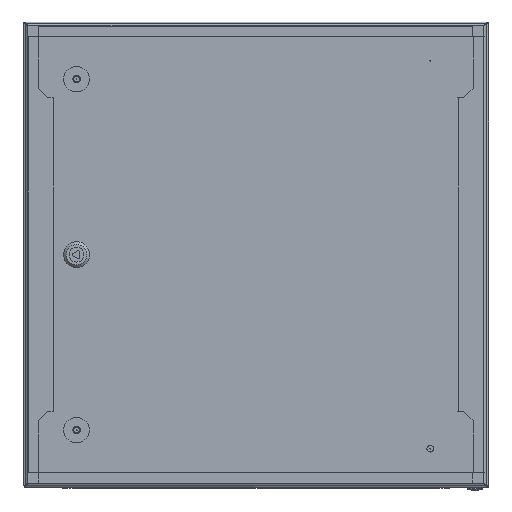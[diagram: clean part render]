
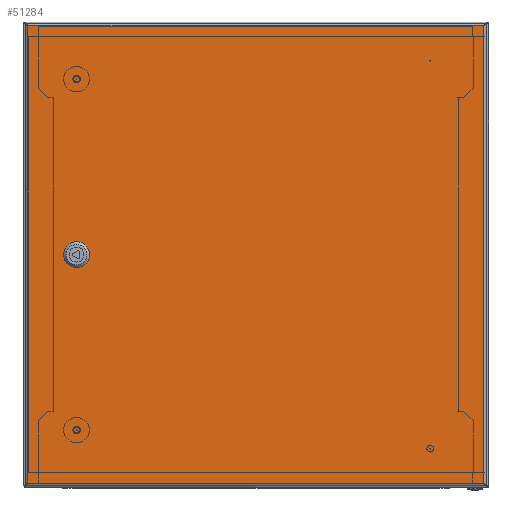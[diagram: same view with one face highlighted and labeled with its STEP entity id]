
A CAD part, top view. The second image highlights one B-rep face of the part: STEP entity #51284.
In plain terms, the highlighted face is planar.
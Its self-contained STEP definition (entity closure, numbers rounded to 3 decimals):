
#621 = ORIENTED_EDGE ( 'NONE', *, *, #19432, .T. ) ;
#1370 = CARTESIAN_POINT ( 'NONE',  ( 182.25, 4.637, -1. ) ) ;
#2824 = EDGE_CURVE ( 'NONE', #48418, #34493, #56596, .T. ) ;
#3570 = AXIS2_PLACEMENT_3D ( 'NONE', #45379, #4749, #3856 ) ;
#3856 = DIRECTION ( 'NONE',  ( 1., 0., 0. ) ) ;
#4749 = DIRECTION ( 'NONE',  ( 0., 0., 1. ) ) ;
#5305 = CARTESIAN_POINT ( 'NONE',  ( 193., 188.5, -1. ) ) ;
#6182 = VERTEX_POINT ( 'NONE', #5305 ) ;
#6430 = DIRECTION ( 'NONE',  ( -1., 0., 0. ) ) ;
#6776 = CARTESIAN_POINT ( 'NONE',  ( 192.5, 0., -1. ) ) ;
#8009 = AXIS2_PLACEMENT_3D ( 'NONE', #6776, #10923, #24587 ) ;
#9912 = DIRECTION ( 'NONE',  ( 0., 1., 0. ) ) ;
#9946 = DIRECTION ( 'NONE',  ( 0., 0., 1. ) ) ;
#9954 = LINE ( 'NONE', #1370, #43527 ) ;
#10044 = VECTOR ( 'NONE', #6430, 1000. ) ;
#10318 = VERTEX_POINT ( 'NONE', #26398 ) ;
#10409 = DIRECTION ( 'NONE',  ( 0., 0., 1. ) ) ;
#10487 = DIRECTION ( 'NONE',  ( 1., 0., 0. ) ) ;
#10785 = EDGE_LOOP ( 'NONE', ( #12717 ) ) ;
#10867 = LINE ( 'NONE', #28968, #10044 ) ;
#10923 = DIRECTION ( 'NONE',  ( 0., 0., 1. ) ) ;
#11003 = LINE ( 'NONE', #50779, #24641 ) ;
#11161 = EDGE_CURVE ( 'NONE', #24057, #24057, #38549, .T. ) ;
#11609 = DIRECTION ( 'NONE',  ( 1., 0., 0. ) ) ;
#11849 = VERTEX_POINT ( 'NONE', #57523 ) ;
#11868 = EDGE_CURVE ( 'NONE', #25637, #57828, #10867, .T. ) ;
#11944 = CARTESIAN_POINT ( 'NONE',  ( -187.5, 208.5, -1. ) ) ;
#12529 = AXIS2_PLACEMENT_3D ( 'NONE', #19842, #55136, #14512 ) ;
#12703 = VECTOR ( 'NONE', #10487, 1000. ) ;
#12717 = ORIENTED_EDGE ( 'NONE', *, *, #15512, .T. ) ;
#14106 = VERTEX_POINT ( 'NONE', #16342 ) ;
#14512 = DIRECTION ( 'NONE',  ( 1., 0., 0. ) ) ;
#15337 = CARTESIAN_POINT ( 'NONE',  ( 244.8, -245.8, -1. ) ) ;
#15512 = EDGE_CURVE ( 'NONE', #34100, #34100, #41889, .T. ) ;
#15748 = CARTESIAN_POINT ( 'NONE',  ( -244.8, 245.8, -1. ) ) ;
#15950 = ORIENTED_EDGE ( 'NONE', *, *, #11868, .T. ) ;
#16029 = DIRECTION ( 'NONE',  ( 1., 0., 0. ) ) ;
#16342 = CARTESIAN_POINT ( 'NONE',  ( -244.8, -245.8, -1. ) ) ;
#17179 = FACE_BOUND ( 'NONE', #24485, .T. ) ;
#18262 = LINE ( 'NONE', #31629, #32996 ) ;
#19319 = DIRECTION ( 'NONE',  ( -1., 0., 0. ) ) ;
#19399 = LINE ( 'NONE', #55861, #22210 ) ;
#19432 = EDGE_CURVE ( 'NONE', #11849, #11849, #39588, .T. ) ;
#19639 = DIRECTION ( 'NONE',  ( 0., -1., 0. ) ) ;
#19842 = CARTESIAN_POINT ( 'NONE',  ( 192.5, 0., -1. ) ) ;
#20048 = ORIENTED_EDGE ( 'NONE', *, *, #58495, .T. ) ;
#20308 = EDGE_CURVE ( 'NONE', #34493, #38467, #56470, .T. ) ;
#20533 = VECTOR ( 'NONE', #51848, 1000. ) ;
#20708 = CARTESIAN_POINT ( 'NONE',  ( 1242.5, 245.8, -1. ) ) ;
#20753 = EDGE_CURVE ( 'NONE', #28120, #14106, #55216, .T. ) ;
#20845 = DIRECTION ( 'NONE',  ( -1., 0., 0. ) ) ;
#21661 = ORIENTED_EDGE ( 'NONE', *, *, #20753, .F. ) ;
#22210 = VECTOR ( 'NONE', #9912, 1000. ) ;
#22913 = CARTESIAN_POINT ( 'NONE',  ( 192.5, 188.5, -1. ) ) ;
#23202 = AXIS2_PLACEMENT_3D ( 'NONE', #22913, #45167, #40427 ) ;
#23884 = CARTESIAN_POINT ( 'NONE',  ( 197.137, -10.25, -1. ) ) ;
#24057 = VERTEX_POINT ( 'NONE', #37698 ) ;
#24403 = EDGE_CURVE ( 'NONE', #38467, #10318, #33369, .T. ) ;
#24485 = EDGE_LOOP ( 'NONE', ( #621 ) ) ;
#24584 = VERTEX_POINT ( 'NONE', #47144 ) ;
#24587 = DIRECTION ( 'NONE',  ( 1., 0., 0. ) ) ;
#24641 = VECTOR ( 'NONE', #27948, 1000. ) ;
#24950 = CARTESIAN_POINT ( 'NONE',  ( -187.5, -208.5, -1. ) ) ;
#25637 = VERTEX_POINT ( 'NONE', #30369 ) ;
#26229 = ORIENTED_EDGE ( 'NONE', *, *, #45619, .T. ) ;
#26394 = FACE_BOUND ( 'NONE', #10785, .T. ) ;
#26398 = CARTESIAN_POINT ( 'NONE',  ( 202.75, -4.637, -1. ) ) ;
#26718 = EDGE_CURVE ( 'NONE', #41530, #25637, #56320, .T. ) ;
#27530 = EDGE_CURVE ( 'NONE', #10318, #41530, #19399, .T. ) ;
#27554 = DIRECTION ( 'NONE',  ( 0., 0., 1. ) ) ;
#27664 = AXIS2_PLACEMENT_3D ( 'NONE', #24950, #38592, #16029 ) ;
#27791 = EDGE_CURVE ( 'NONE', #6182, #6182, #49678, .T. ) ;
#27948 = DIRECTION ( 'NONE',  ( 0., -1., 0. ) ) ;
#28120 = VERTEX_POINT ( 'NONE', #15748 ) ;
#28241 = CARTESIAN_POINT ( 'NONE',  ( -244.8, 1491., -1. ) ) ;
#28695 = ORIENTED_EDGE ( 'NONE', *, *, #40127, .T. ) ;
#28968 = CARTESIAN_POINT ( 'NONE',  ( 197.137, 10.25, -1. ) ) ;
#30060 = DIRECTION ( 'NONE',  ( 0., 0., 1. ) ) ;
#30369 = CARTESIAN_POINT ( 'NONE',  ( 197.137, 10.25, -1. ) ) ;
#30972 = AXIS2_PLACEMENT_3D ( 'NONE', #11944, #30060, #20845 ) ;
#31141 = FACE_BOUND ( 'NONE', #47551, .T. ) ;
#31216 = EDGE_LOOP ( 'NONE', ( #21661, #32070, #26229, #43476 ) ) ;
#31629 = CARTESIAN_POINT ( 'NONE',  ( 1242.5, -245.8, -1. ) ) ;
#31736 = DIRECTION ( 'NONE',  ( 1., 0., 0. ) ) ;
#32070 = ORIENTED_EDGE ( 'NONE', *, *, #34570, .F. ) ;
#32685 = EDGE_LOOP ( 'NONE', ( #20048, #28695, #42613, #48208, #45411, #44608, #47217, #15950 ) ) ;
#32996 = VECTOR ( 'NONE', #45557, 1000. ) ;
#33369 = CIRCLE ( 'NONE', #12529, 11.25 ) ;
#34100 = VERTEX_POINT ( 'NONE', #43293 ) ;
#34493 = VERTEX_POINT ( 'NONE', #48138 ) ;
#34570 = EDGE_CURVE ( 'NONE', #24584, #28120, #55993, .T. ) ;
#35266 = ORIENTED_EDGE ( 'NONE', *, *, #11161, .T. ) ;
#35278 = FACE_OUTER_BOUND ( 'NONE', #31216, .T. ) ;
#36683 = ORIENTED_EDGE ( 'NONE', *, *, #27791, .T. ) ;
#37698 = CARTESIAN_POINT ( 'NONE',  ( -188., 208.5, -1. ) ) ;
#38467 = VERTEX_POINT ( 'NONE', #51525 ) ;
#38549 = CIRCLE ( 'NONE', #30972, 0.5 ) ;
#38592 = DIRECTION ( 'NONE',  ( 0., 0., 1. ) ) ;
#38786 = EDGE_CURVE ( 'NONE', #39696, #14106, #18262, .T. ) ;
#39588 = CIRCLE ( 'NONE', #58528, 0.5 ) ;
#39696 = VERTEX_POINT ( 'NONE', #15337 ) ;
#40030 = CARTESIAN_POINT ( 'NONE',  ( 0., 0., -1. ) ) ;
#40127 = EDGE_CURVE ( 'NONE', #49693, #48418, #9954, .T. ) ;
#40337 = FACE_BOUND ( 'NONE', #58062, .T. ) ;
#40427 = DIRECTION ( 'NONE',  ( 1., 0., 0. ) ) ;
#40917 = PLANE ( 'NONE',  #57161 ) ;
#41530 = VERTEX_POINT ( 'NONE', #51982 ) ;
#41889 = CIRCLE ( 'NONE', #27664, 0.5 ) ;
#42095 = VECTOR ( 'NONE', #19639, 1000. ) ;
#42613 = ORIENTED_EDGE ( 'NONE', *, *, #2824, .T. ) ;
#43293 = CARTESIAN_POINT ( 'NONE',  ( -187., -208.5, -1. ) ) ;
#43476 = ORIENTED_EDGE ( 'NONE', *, *, #38786, .T. ) ;
#43527 = VECTOR ( 'NONE', #47038, 1000. ) ;
#43865 = CARTESIAN_POINT ( 'NONE',  ( 187.863, 10.25, -1. ) ) ;
#43982 = AXIS2_PLACEMENT_3D ( 'NONE', #45560, #9946, #11609 ) ;
#44608 = ORIENTED_EDGE ( 'NONE', *, *, #27530, .T. ) ;
#45167 = DIRECTION ( 'NONE',  ( 0., 0., 1. ) ) ;
#45379 = CARTESIAN_POINT ( 'NONE',  ( 192.5, 0., -1. ) ) ;
#45411 = ORIENTED_EDGE ( 'NONE', *, *, #24403, .T. ) ;
#45557 = DIRECTION ( 'NONE',  ( -1., 0., 0. ) ) ;
#45560 = CARTESIAN_POINT ( 'NONE',  ( 192.5, 0., -1. ) ) ;
#45619 = EDGE_CURVE ( 'NONE', #24584, #39696, #11003, .T. ) ;
#46356 = CARTESIAN_POINT ( 'NONE',  ( 182.25, -4.637, -1. ) ) ;
#47038 = DIRECTION ( 'NONE',  ( 0., -1., 0. ) ) ;
#47144 = CARTESIAN_POINT ( 'NONE',  ( 244.8, 245.8, -1. ) ) ;
#47217 = ORIENTED_EDGE ( 'NONE', *, *, #26718, .T. ) ;
#47551 = EDGE_LOOP ( 'NONE', ( #35266 ) ) ;
#48138 = CARTESIAN_POINT ( 'NONE',  ( 187.863, -10.25, -1. ) ) ;
#48208 = ORIENTED_EDGE ( 'NONE', *, *, #20308, .T. ) ;
#48418 = VERTEX_POINT ( 'NONE', #46356 ) ;
#49678 = CIRCLE ( 'NONE', #23202, 0.5 ) ;
#49693 = VERTEX_POINT ( 'NONE', #54891 ) ;
#50779 = CARTESIAN_POINT ( 'NONE',  ( 244.8, 1491., -1. ) ) ;
#51076 = CARTESIAN_POINT ( 'NONE',  ( 192.5, -188.5, -1. ) ) ;
#51284 = ADVANCED_FACE ( 'NONE', ( #17179, #40337, #31141, #26394, #35278, #58400 ), #40917, .F. ) ;
#51525 = CARTESIAN_POINT ( 'NONE',  ( 197.137, -10.25, -1. ) ) ;
#51848 = DIRECTION ( 'NONE',  ( -1., 0., 0. ) ) ;
#51982 = CARTESIAN_POINT ( 'NONE',  ( 202.75, 4.637, -1. ) ) ;
#54891 = CARTESIAN_POINT ( 'NONE',  ( 182.25, 4.637, -1. ) ) ;
#55136 = DIRECTION ( 'NONE',  ( 0., 0., 1. ) ) ;
#55216 = LINE ( 'NONE', #28241, #42095 ) ;
#55861 = CARTESIAN_POINT ( 'NONE',  ( 202.75, 4.637, -1. ) ) ;
#55993 = LINE ( 'NONE', #20708, #20533 ) ;
#56320 = CIRCLE ( 'NONE', #8009, 11.25 ) ;
#56470 = LINE ( 'NONE', #23884, #12703 ) ;
#56596 = CIRCLE ( 'NONE', #3570, 11.25 ) ;
#57161 = AXIS2_PLACEMENT_3D ( 'NONE', #40030, #27554, #31736 ) ;
#57235 = CIRCLE ( 'NONE', #43982, 11.25 ) ;
#57523 = CARTESIAN_POINT ( 'NONE',  ( 192., -188.5, -1. ) ) ;
#57828 = VERTEX_POINT ( 'NONE', #43865 ) ;
#58062 = EDGE_LOOP ( 'NONE', ( #36683 ) ) ;
#58400 = FACE_BOUND ( 'NONE', #32685, .T. ) ;
#58495 = EDGE_CURVE ( 'NONE', #57828, #49693, #57235, .T. ) ;
#58528 = AXIS2_PLACEMENT_3D ( 'NONE', #51076, #10409, #19319 ) ;
